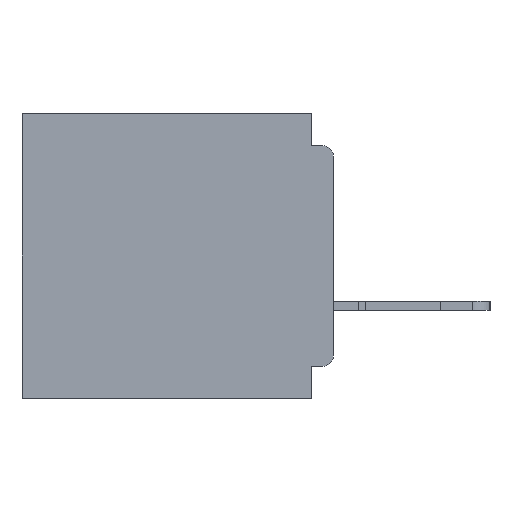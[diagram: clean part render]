
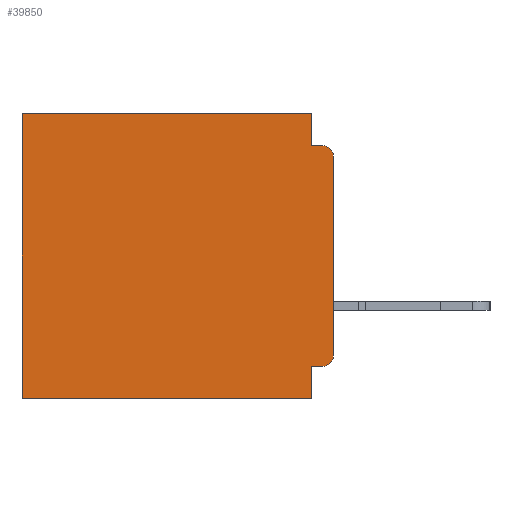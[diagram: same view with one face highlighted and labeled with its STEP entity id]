
A CAD part, left-side view. The second image highlights one B-rep face of the part: STEP entity #39850.
In plain terms, the highlighted planar face has unit normal (-1, 0, 0).
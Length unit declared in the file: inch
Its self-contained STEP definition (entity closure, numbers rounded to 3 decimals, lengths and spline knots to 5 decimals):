
#3749 = VECTOR ( 'NONE', #9563, 39.37008 ) ;
#4800 = VERTEX_POINT ( 'NONE', #48563 ) ;
#4872 = AXIS2_PLACEMENT_3D ( 'NONE', #15822, #51985, #21031 ) ;
#7755 = ORIENTED_EDGE ( 'NONE', *, *, #41867, .F. ) ;
#8163 = CARTESIAN_POINT ( 'NONE',  ( 0.3, 0., -0.045 ) ) ;
#8556 = EDGE_CURVE ( 'NONE', #38452, #47637, #57491, .T. ) ;
#8956 = EDGE_LOOP ( 'NONE', ( #13719, #35791, #32081, #7755, #47957, #48610, #34873, #13484, #65682, #46528 ) ) ;
#9563 = DIRECTION ( 'NONE',  ( 0., 0., -1. ) ) ;
#9571 = CARTESIAN_POINT ( 'NONE',  ( 0.3, 0.031, 0. ) ) ;
#9739 = DIRECTION ( 'NONE',  ( 0., 0., -1. ) ) ;
#9789 = LINE ( 'NONE', #9571, #63105 ) ;
#10261 = DIRECTION ( 'NONE',  ( -1., 0., 0. ) ) ;
#10724 = VECTOR ( 'NONE', #59135, 39.37008 ) ;
#11641 = CARTESIAN_POINT ( 'NONE',  ( 0.3, 0., -0.355 ) ) ;
#12339 = DIRECTION ( 'NONE',  ( 0., 1., 0. ) ) ;
#12704 = LINE ( 'NONE', #11641, #53955 ) ;
#13483 = DIRECTION ( 'NONE',  ( 1., 0., 0. ) ) ;
#13484 = ORIENTED_EDGE ( 'NONE', *, *, #28063, .F. ) ;
#13719 = ORIENTED_EDGE ( 'NONE', *, *, #8556, .F. ) ;
#15822 = CARTESIAN_POINT ( 'NONE',  ( 0.3, 0.015, -0.34 ) ) ;
#15865 = EDGE_CURVE ( 'NONE', #66936, #27013, #53486, .T. ) ;
#16907 = CARTESIAN_POINT ( 'NONE',  ( 0.3, 0., -0.34 ) ) ;
#18226 = EDGE_CURVE ( 'NONE', #61033, #4800, #12704, .T. ) ;
#19800 = CARTESIAN_POINT ( 'NONE',  ( 0.3, 0.437, -0.4 ) ) ;
#21031 = DIRECTION ( 'NONE',  ( 0., 0., -1. ) ) ;
#21038 = VECTOR ( 'NONE', #9739, 39.37008 ) ;
#21576 = CARTESIAN_POINT ( 'NONE',  ( 0.3, 0., -0.06 ) ) ;
#23093 = EDGE_CURVE ( 'NONE', #41662, #44510, #58718, .T. ) ;
#24600 = EDGE_CURVE ( 'NONE', #66552, #44510, #31907, .T. ) ;
#26022 = CARTESIAN_POINT ( 'NONE',  ( 0.3, 0.015, -0.045 ) ) ;
#27013 = VERTEX_POINT ( 'NONE', #26022 ) ;
#27101 = DIRECTION ( 'NONE',  ( 0., 1., 0. ) ) ;
#28063 = EDGE_CURVE ( 'NONE', #4800, #66552, #63772, .T. ) ;
#29965 = EDGE_CURVE ( 'NONE', #61033, #47637, #34571, .T. ) ;
#30078 = VECTOR ( 'NONE', #61248, 39.37008 ) ;
#31389 = AXIS2_PLACEMENT_3D ( 'NONE', #41238, #10261, #46423 ) ;
#31907 = LINE ( 'NONE', #63794, #56094 ) ;
#32081 = ORIENTED_EDGE ( 'NONE', *, *, #15865, .F. ) ;
#34056 = CARTESIAN_POINT ( 'NONE',  ( 0.3, 0., -0.4 ) ) ;
#34571 = CIRCLE ( 'NONE', #4872, 0.015 ) ;
#34873 = ORIENTED_EDGE ( 'NONE', *, *, #24600, .F. ) ;
#35791 = ORIENTED_EDGE ( 'NONE', *, *, #40072, .T. ) ;
#37370 = EDGE_CURVE ( 'NONE', #38513, #41662, #39851, .T. ) ;
#38423 = CARTESIAN_POINT ( 'NONE',  ( 0.3, 0.015, -0.355 ) ) ;
#38452 = VERTEX_POINT ( 'NONE', #21576 ) ;
#38513 = VERTEX_POINT ( 'NONE', #63241 ) ;
#39735 = VECTOR ( 'NONE', #54755, 39.37008 ) ;
#39850 = ADVANCED_FACE ( 'NONE', ( #60343 ), #44439, .F. ) ;
#39851 = LINE ( 'NONE', #64294, #10724 ) ;
#40072 = EDGE_CURVE ( 'NONE', #38452, #27013, #57899, .T. ) ;
#40723 = CARTESIAN_POINT ( 'NONE',  ( 0.3, 0.031, -0.4 ) ) ;
#41238 = CARTESIAN_POINT ( 'NONE',  ( 0.3, 0.015, -0.06 ) ) ;
#41662 = VERTEX_POINT ( 'NONE', #59521 ) ;
#41867 = EDGE_CURVE ( 'NONE', #38513, #66936, #9789, .T. ) ;
#43907 = CARTESIAN_POINT ( 'NONE',  ( 0.3, 0.031, -0.4 ) ) ;
#44439 = PLANE ( 'NONE',  #56863 ) ;
#44510 = VERTEX_POINT ( 'NONE', #47377 ) ;
#46423 = DIRECTION ( 'NONE',  ( 0., 0., -1. ) ) ;
#46528 = ORIENTED_EDGE ( 'NONE', *, *, #29965, .T. ) ;
#47377 = CARTESIAN_POINT ( 'NONE',  ( 0.3, 0.437, -0.4 ) ) ;
#47637 = VERTEX_POINT ( 'NONE', #16907 ) ;
#47957 = ORIENTED_EDGE ( 'NONE', *, *, #37370, .T. ) ;
#48563 = CARTESIAN_POINT ( 'NONE',  ( 0.3, 0.031, -0.355 ) ) ;
#48610 = ORIENTED_EDGE ( 'NONE', *, *, #23093, .T. ) ;
#49636 = DIRECTION ( 'NONE',  ( 0., 0., -1. ) ) ;
#51985 = DIRECTION ( 'NONE',  ( -1., 0., 0. ) ) ;
#53486 = LINE ( 'NONE', #8163, #39735 ) ;
#53955 = VECTOR ( 'NONE', #27101, 39.37008 ) ;
#54755 = DIRECTION ( 'NONE',  ( 0., -1., 0. ) ) ;
#56094 = VECTOR ( 'NONE', #12339, 39.37008 ) ;
#56101 = CARTESIAN_POINT ( 'NONE',  ( 0.3, 0., -0.4 ) ) ;
#56863 = AXIS2_PLACEMENT_3D ( 'NONE', #34056, #13483, #49636 ) ;
#57491 = LINE ( 'NONE', #56101, #30078 ) ;
#57614 = CARTESIAN_POINT ( 'NONE',  ( 0.3, 0.031, -0.045 ) ) ;
#57899 = CIRCLE ( 'NONE', #31389, 0.015 ) ;
#58718 = LINE ( 'NONE', #19800, #3749 ) ;
#59135 = DIRECTION ( 'NONE',  ( 0., 1., 0. ) ) ;
#59521 = CARTESIAN_POINT ( 'NONE',  ( 0.3, 0.437, 0. ) ) ;
#60343 = FACE_OUTER_BOUND ( 'NONE', #8956, .T. ) ;
#61033 = VERTEX_POINT ( 'NONE', #38423 ) ;
#61248 = DIRECTION ( 'NONE',  ( 0., 0., -1. ) ) ;
#61280 = DIRECTION ( 'NONE',  ( 0., 0., -1. ) ) ;
#63105 = VECTOR ( 'NONE', #61280, 39.37008 ) ;
#63241 = CARTESIAN_POINT ( 'NONE',  ( 0.3, 0.031, 0. ) ) ;
#63772 = LINE ( 'NONE', #40723, #21038 ) ;
#63794 = CARTESIAN_POINT ( 'NONE',  ( 0.3, 0., -0.4 ) ) ;
#64294 = CARTESIAN_POINT ( 'NONE',  ( 0.3, 0., 0. ) ) ;
#65682 = ORIENTED_EDGE ( 'NONE', *, *, #18226, .F. ) ;
#66552 = VERTEX_POINT ( 'NONE', #43907 ) ;
#66936 = VERTEX_POINT ( 'NONE', #57614 ) ;
